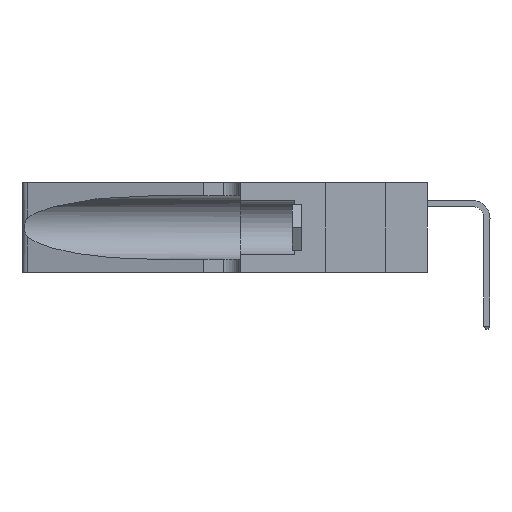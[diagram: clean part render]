
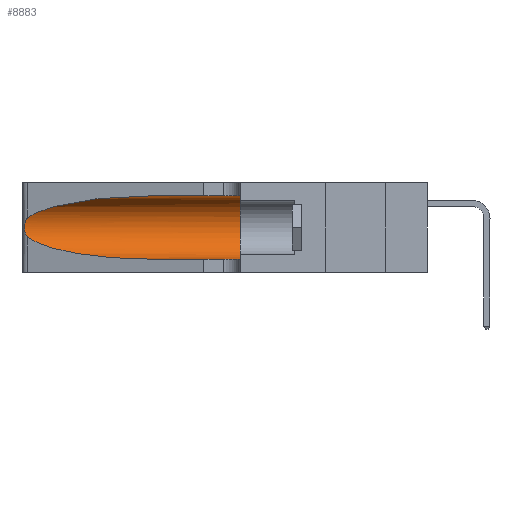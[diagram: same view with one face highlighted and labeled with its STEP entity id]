
A CAD part, left-side view. The second image highlights one B-rep face of the part: STEP entity #8883.
In plain terms, the highlighted cylindrical face has radius 3.308 mm (diameter 6.617 mm), a partial arc.
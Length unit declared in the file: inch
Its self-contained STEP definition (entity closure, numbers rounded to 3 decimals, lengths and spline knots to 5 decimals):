
#268 = EDGE_CURVE ( 'NONE', #20587, #22820, #30351, .T. ) ;
#368 = EDGE_CURVE ( 'NONE', #7865, #13630, #27000, .T. ) ;
#599 = EDGE_CURVE ( 'NONE', #13630, #18998, #25856, .T. ) ;
#833 = CARTESIAN_POINT ( 'NONE',  ( 0.1305, 1.61858, 0.05475 ) ) ;
#1671 = ORIENTED_EDGE ( 'NONE', *, *, #7545, .T. ) ;
#2226 = CARTESIAN_POINT ( 'NONE',  ( 0.25854, 1.2359, 0.20912 ) ) ;
#4094 = CARTESIAN_POINT ( 'NONE',  ( 0.1305, 0.72297, 0.05475 ) ) ;
#4204 = CARTESIAN_POINT ( 'NONE',  ( 0.25487, 1.22718, 0.14631 ) ) ;
#4703 = CARTESIAN_POINT ( 'NONE',  ( 0.26075, 1.23896, 0.19203 ) ) ;
#5184 = AXIS2_PLACEMENT_3D ( 'NONE', #22873, #8325, #25281 ) ;
#5508 = CARTESIAN_POINT ( 'NONE',  ( 0.2373, 1.15595, 0.28018 ) ) ;
#6463 = ORIENTED_EDGE ( 'NONE', *, *, #268, .T. ) ;
#6847 = ORIENTED_EDGE ( 'NONE', *, *, #599, .F. ) ;
#7177 = CARTESIAN_POINT ( 'NONE',  ( 0.26017, 1.23833, 0.17102 ) ) ;
#7545 = EDGE_CURVE ( 'NONE', #22769, #18998, #15526, .T. ) ;
#7865 = VERTEX_POINT ( 'NONE', #19544 ) ;
#8141 = DIRECTION ( 'NONE',  ( 0., -1., 0. ) ) ;
#8325 = DIRECTION ( 'NONE',  ( 0., 1., 0. ) ) ;
#8427 = VECTOR ( 'NONE', #26763, 39.37008 ) ;
#8883 = ADVANCED_FACE ( 'NONE', ( #20388 ), #13157, .F. ) ;
#8924 = CARTESIAN_POINT ( 'NONE',  ( 0.25487, 1.22718, 0.14631 ) ) ;
#9635 = CARTESIAN_POINT ( 'NONE',  ( 0.25789, 1.23486, 0.15765 ) ) ;
#9789 = VECTOR ( 'NONE', #8141, 39.37008 ) ;
#9837 = CARTESIAN_POINT ( 'NONE',  ( 0.1305, 1.61858, 0.31525 ) ) ;
#10296 = EDGE_CURVE ( 'NONE', #22820, #22769, #21515, .T. ) ;
#10878 = ORIENTED_EDGE ( 'NONE', *, *, #10296, .T. ) ;
#11974 = CARTESIAN_POINT ( 'NONE',  ( 0.25639, 1.23184, 0.21858 ) ) ;
#12085 = CARTESIAN_POINT ( 'NONE',  ( 0.25555, 1.22993, 0.14849 ) ) ;
#12672 = CARTESIAN_POINT ( 'NONE',  ( 0.1305, 0.72297, 0.31525 ) ) ;
#13157 = CYLINDRICAL_SURFACE ( 'NONE', #20452, 0.13025 ) ;
#13323 = EDGE_CURVE ( 'NONE', #7865, #20587, #27069, .T. ) ;
#13374 = CARTESIAN_POINT ( 'NONE',  ( 0.1305, 1.61858, 0.185 ) ) ;
#13630 = VERTEX_POINT ( 'NONE', #23556 ) ;
#14449 = CARTESIAN_POINT ( 'NONE',  ( 0.25555, 1.22994, 0.2215 ) ) ;
#15494 = ORIENTED_EDGE ( 'NONE', *, *, #368, .F. ) ;
#15526 = LINE ( 'NONE', #833, #9789 ) ;
#16164 = CARTESIAN_POINT ( 'NONE',  ( 0.25487, 1.22718, 0.22369 ) ) ;
#16886 = CARTESIAN_POINT ( 'NONE',  ( 0.25787, 1.23484, 0.2124 ) ) ;
#17672 = CARTESIAN_POINT ( 'NONE',  ( 0.18966, 0.96281, 0.31525 ) ) ;
#18166 = DIRECTION ( 'NONE',  ( 0., 0., -1. ) ) ;
#18735 = CARTESIAN_POINT ( 'NONE',  ( 0.18966, 0.96281, 0.05475 ) ) ;
#18998 = VERTEX_POINT ( 'NONE', #22137 ) ;
#19147 = EDGE_LOOP ( 'NONE', ( #26949, #6463, #10878, #1671, #6847, #15494 ) ) ;
#19319 = CARTESIAN_POINT ( 'NONE',  ( 0.26018, 1.23835, 0.19895 ) ) ;
#19544 = CARTESIAN_POINT ( 'NONE',  ( 0.1305, 0.72297, 0.31525 ) ) ;
#20388 = FACE_OUTER_BOUND ( 'NONE', #19147, .T. ) ;
#20452 = AXIS2_PLACEMENT_3D ( 'NONE', #13374, #27838, #18166 ) ;
#20587 = VERTEX_POINT ( 'NONE', #16164 ) ;
#21515 =( BOUNDED_CURVE ( )  B_SPLINE_CURVE ( 3, ( #8924, #23458, #18735, #4094 ),
 .UNSPECIFIED., .F., .F. ) 
 B_SPLINE_CURVE_WITH_KNOTS ( ( 4, 4 ),
 ( 3.44316, 4.71239 ),
 .UNSPECIFIED. ) 
 CURVE ( )  GEOMETRIC_REPRESENTATION_ITEM ( )  RATIONAL_B_SPLINE_CURVE ( ( 1., 0.87, 0.87, 1. ) ) 
 REPRESENTATION_ITEM ( '' )  );
#21758 = CARTESIAN_POINT ( 'NONE',  ( 0.26075, 1.23896, 0.178 ) ) ;
#22137 = CARTESIAN_POINT ( 'NONE',  ( 0.1305, 0.35, 0.05475 ) ) ;
#22530 = CARTESIAN_POINT ( 'NONE',  ( 0.25487, 1.22718, 0.22369 ) ) ;
#22769 = VERTEX_POINT ( 'NONE', #25869 ) ;
#22820 = VERTEX_POINT ( 'NONE', #4204 ) ;
#22873 = CARTESIAN_POINT ( 'NONE',  ( 0.1305, 0.35, 0.185 ) ) ;
#23458 = CARTESIAN_POINT ( 'NONE',  ( 0.2373, 1.15595, 0.08982 ) ) ;
#23556 = CARTESIAN_POINT ( 'NONE',  ( 0.1305, 0.35, 0.31525 ) ) ;
#24158 = CARTESIAN_POINT ( 'NONE',  ( 0.25856, 1.23593, 0.16098 ) ) ;
#25281 = DIRECTION ( 'NONE',  ( 0., 0., 1. ) ) ;
#25856 = CIRCLE ( 'NONE', #5184, 0.13025 ) ;
#25869 = CARTESIAN_POINT ( 'NONE',  ( 0.1305, 0.72297, 0.05475 ) ) ;
#26553 = CARTESIAN_POINT ( 'NONE',  ( 0.25639, 1.23186, 0.15144 ) ) ;
#26763 = DIRECTION ( 'NONE',  ( 0., -1., 0. ) ) ;
#26949 = ORIENTED_EDGE ( 'NONE', *, *, #13323, .T. ) ;
#27000 = LINE ( 'NONE', #9837, #8427 ) ;
#27069 =( BOUNDED_CURVE ( )  B_SPLINE_CURVE ( 3, ( #12672, #17672, #5508, #22530 ),
 .UNSPECIFIED., .F., .T. ) 
 B_SPLINE_CURVE_WITH_KNOTS ( ( 4, 4 ),
 ( 1.5708, 2.84003 ),
 .UNSPECIFIED. ) 
 CURVE ( )  GEOMETRIC_REPRESENTATION_ITEM ( )  RATIONAL_B_SPLINE_CURVE ( ( 1., 0.87, 0.87, 1. ) ) 
 REPRESENTATION_ITEM ( '' )  );
#27838 = DIRECTION ( 'NONE',  ( 0., -1., 0. ) ) ;
#28965 = CARTESIAN_POINT ( 'NONE',  ( 0.25487, 1.22718, 0.14631 ) ) ;
#30351 = B_SPLINE_CURVE_WITH_KNOTS ( 'NONE', 3,
 ( #31293, #14449, #11974, #16886, #2226, #19319, #4703, #21758, #7177, #24158, #9635, #26553, #12085, #28965 ),
 .UNSPECIFIED., .F., .F.,
 ( 4, 2, 2, 2, 2, 2, 4 ),
 ( 0., 0.00027, 0.00053, 0.00107, 0.0016, 0.00187, 0.00214 ),
 .UNSPECIFIED. ) ;
#31293 = CARTESIAN_POINT ( 'NONE',  ( 0.25487, 1.22718, 0.22369 ) ) ;
